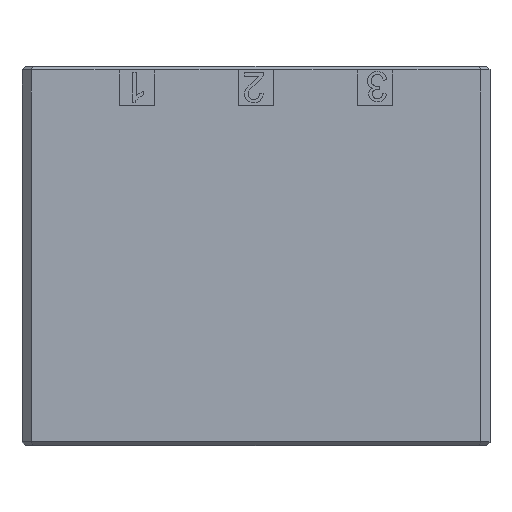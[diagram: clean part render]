
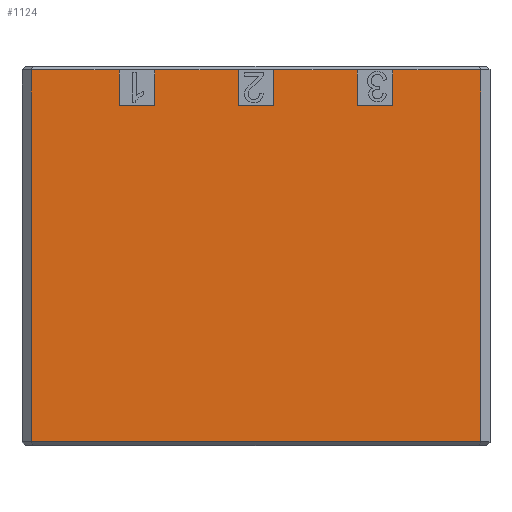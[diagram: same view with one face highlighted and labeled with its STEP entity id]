
A CAD part, top view. The second image highlights one B-rep face of the part: STEP entity #1124.
In plain terms, the highlighted planar face has unit normal (0, 0, 1).
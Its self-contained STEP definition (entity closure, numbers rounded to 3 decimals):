
#989=CARTESIAN_POINT('',(0.,16.,4.9));
#990=DIRECTION('',(-1.,0.,0.));
#991=DIRECTION('',(0.,0.,1.));
#992=AXIS2_PLACEMENT_3D('',#989,#991,#990);
#993=PLANE('',#992);
#994=CARTESIAN_POINT('',(18.96,31.7,4.9));
#995=VERTEX_POINT('',#994);
#996=CARTESIAN_POINT('',(11.552,31.7,4.9));
#997=VERTEX_POINT('',#996);
#998=CARTESIAN_POINT('',(18.96,31.7,4.9));
#999=DIRECTION('',(-1.,0.,0.));
#1000=VECTOR('',#999,7.408);
#1001=LINE('',#998,#1000);
#1002=EDGE_CURVE('',#995,#997,#1001,.T.);
#1003=ORIENTED_EDGE('',*,*,#1002,.T.);
#1004=CARTESIAN_POINT('',(11.552,28.7,4.9));
#1005=VERTEX_POINT('',#1004);
#1006=CARTESIAN_POINT('',(11.552,31.7,4.9));
#1007=DIRECTION('',(0.,-1.,0.));
#1008=VECTOR('',#1007,3.);
#1009=LINE('',#1006,#1008);
#1010=EDGE_CURVE('',#997,#1005,#1009,.T.);
#1011=ORIENTED_EDGE('',*,*,#1010,.T.);
#1012=CARTESIAN_POINT('',(8.552,28.7,4.9));
#1013=VERTEX_POINT('',#1012);
#1014=CARTESIAN_POINT('',(11.552,28.7,4.9));
#1015=DIRECTION('',(-1.,0.,0.));
#1016=VECTOR('',#1015,3.);
#1017=LINE('',#1014,#1016);
#1018=EDGE_CURVE('',#1005,#1013,#1017,.T.);
#1019=ORIENTED_EDGE('',*,*,#1018,.T.);
#1020=CARTESIAN_POINT('',(8.552,31.7,4.9));
#1021=VERTEX_POINT('',#1020);
#1022=CARTESIAN_POINT('',(8.552,28.7,4.9));
#1023=DIRECTION('',(0.,1.,0.));
#1024=VECTOR('',#1023,3.);
#1025=LINE('',#1022,#1024);
#1026=EDGE_CURVE('',#1013,#1021,#1025,.T.);
#1027=ORIENTED_EDGE('',*,*,#1026,.T.);
#1028=CARTESIAN_POINT('',(1.5,31.7,4.9));
#1029=VERTEX_POINT('',#1028);
#1030=CARTESIAN_POINT('',(8.552,31.7,4.9));
#1031=DIRECTION('',(-1.,0.,0.));
#1032=VECTOR('',#1031,7.052);
#1033=LINE('',#1030,#1032);
#1034=EDGE_CURVE('',#1021,#1029,#1033,.T.);
#1035=ORIENTED_EDGE('',*,*,#1034,.T.);
#1036=CARTESIAN_POINT('',(1.5,28.7,4.9));
#1037=VERTEX_POINT('',#1036);
#1038=CARTESIAN_POINT('',(1.5,31.7,4.9));
#1039=DIRECTION('',(0.,-1.,0.));
#1040=VECTOR('',#1039,3.);
#1041=LINE('',#1038,#1040);
#1042=EDGE_CURVE('',#1029,#1037,#1041,.T.);
#1043=ORIENTED_EDGE('',*,*,#1042,.T.);
#1044=CARTESIAN_POINT('',(-1.5,28.7,4.9));
#1045=VERTEX_POINT('',#1044);
#1046=CARTESIAN_POINT('',(1.5,28.7,4.9));
#1047=DIRECTION('',(-1.,0.,0.));
#1048=VECTOR('',#1047,3.);
#1049=LINE('',#1046,#1048);
#1050=EDGE_CURVE('',#1037,#1045,#1049,.T.);
#1051=ORIENTED_EDGE('',*,*,#1050,.T.);
#1052=CARTESIAN_POINT('',(-1.5,31.7,4.9));
#1053=VERTEX_POINT('',#1052);
#1054=CARTESIAN_POINT('',(-1.5,28.7,4.9));
#1055=DIRECTION('',(0.,1.,0.));
#1056=VECTOR('',#1055,3.);
#1057=LINE('',#1054,#1056);
#1058=EDGE_CURVE('',#1045,#1053,#1057,.T.);
#1059=ORIENTED_EDGE('',*,*,#1058,.T.);
#1060=CARTESIAN_POINT('',(-8.552,31.7,4.9));
#1061=VERTEX_POINT('',#1060);
#1062=CARTESIAN_POINT('',(-1.5,31.7,4.9));
#1063=DIRECTION('',(-1.,0.,0.));
#1064=VECTOR('',#1063,7.052);
#1065=LINE('',#1062,#1064);
#1066=EDGE_CURVE('',#1053,#1061,#1065,.T.);
#1067=ORIENTED_EDGE('',*,*,#1066,.T.);
#1068=CARTESIAN_POINT('',(-8.552,28.7,4.9));
#1069=VERTEX_POINT('',#1068);
#1070=CARTESIAN_POINT('',(-8.552,31.7,4.9));
#1071=DIRECTION('',(0.,-1.,0.));
#1072=VECTOR('',#1071,3.);
#1073=LINE('',#1070,#1072);
#1074=EDGE_CURVE('',#1061,#1069,#1073,.T.);
#1075=ORIENTED_EDGE('',*,*,#1074,.T.);
#1076=CARTESIAN_POINT('',(-11.552,28.7,4.9));
#1077=VERTEX_POINT('',#1076);
#1078=CARTESIAN_POINT('',(-8.552,28.7,4.9));
#1079=DIRECTION('',(-1.,0.,0.));
#1080=VECTOR('',#1079,3.);
#1081=LINE('',#1078,#1080);
#1082=EDGE_CURVE('',#1069,#1077,#1081,.T.);
#1083=ORIENTED_EDGE('',*,*,#1082,.T.);
#1084=CARTESIAN_POINT('',(-11.552,31.7,4.9));
#1085=VERTEX_POINT('',#1084);
#1086=CARTESIAN_POINT('',(-11.552,28.7,4.9));
#1087=DIRECTION('',(0.,1.,0.));
#1088=VECTOR('',#1087,3.);
#1089=LINE('',#1086,#1088);
#1090=EDGE_CURVE('',#1077,#1085,#1089,.T.);
#1091=ORIENTED_EDGE('',*,*,#1090,.T.);
#1092=CARTESIAN_POINT('',(-18.96,31.7,4.9));
#1093=VERTEX_POINT('',#1092);
#1094=CARTESIAN_POINT('',(-11.552,31.7,4.9));
#1095=DIRECTION('',(-1.,0.,0.));
#1096=VECTOR('',#1095,7.408);
#1097=LINE('',#1094,#1096);
#1098=EDGE_CURVE('',#1085,#1093,#1097,.T.);
#1099=ORIENTED_EDGE('',*,*,#1098,.T.);
#1100=CARTESIAN_POINT('',(-18.96,0.3,4.9));
#1101=VERTEX_POINT('',#1100);
#1102=CARTESIAN_POINT('',(-18.96,31.7,4.9));
#1103=DIRECTION('',(0.,-1.,0.));
#1104=VECTOR('',#1103,31.4);
#1105=LINE('',#1102,#1104);
#1106=EDGE_CURVE('',#1093,#1101,#1105,.T.);
#1107=ORIENTED_EDGE('',*,*,#1106,.T.);
#1108=CARTESIAN_POINT('',(18.96,0.3,4.9));
#1109=VERTEX_POINT('',#1108);
#1110=CARTESIAN_POINT('',(-18.96,0.3,4.9));
#1111=DIRECTION('',(1.,0.,0.));
#1112=VECTOR('',#1111,37.92);
#1113=LINE('',#1110,#1112);
#1114=EDGE_CURVE('',#1101,#1109,#1113,.T.);
#1115=ORIENTED_EDGE('',*,*,#1114,.T.);
#1116=CARTESIAN_POINT('',(18.96,0.3,4.9));
#1117=DIRECTION('',(0.,1.,0.));
#1118=VECTOR('',#1117,31.4);
#1119=LINE('',#1116,#1118);
#1120=EDGE_CURVE('',#1109,#995,#1119,.T.);
#1121=ORIENTED_EDGE('',*,*,#1120,.T.);
#1122=EDGE_LOOP('',(#1003,#1011,#1019,#1027,#1035,#1043,#1051,#1059,#1067,#1075,#1083,#1091,#1099,#1107,#1115,#1121));
#1123=FACE_OUTER_BOUND('',#1122,.T.);
#1124=ADVANCED_FACE('',(#1123),#993,.T.);
